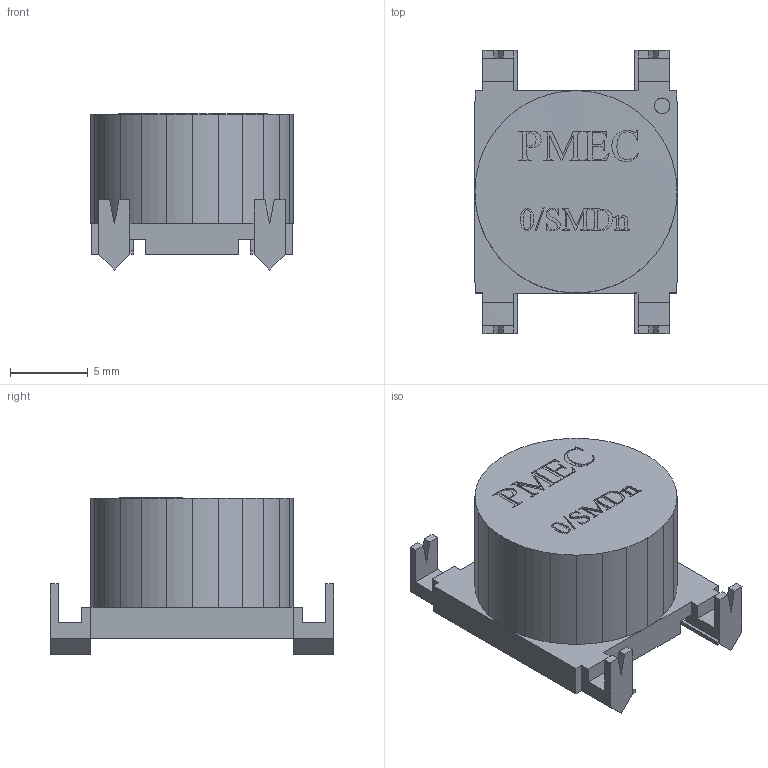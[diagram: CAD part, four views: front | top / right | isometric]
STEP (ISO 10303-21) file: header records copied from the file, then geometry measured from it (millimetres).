
FILE_DESCRIPTION(('FreeCAD Model'),'2;1');
FILE_NAME('X00SMDn.step', '2015-03-19T07:48:03',('FreeCAD'),('FreeCAD'), 'Open CASCADE STEP processor 6.3','FreeCAD','Unknown');
FILE_SCHEMA(('AUTOMOTIVE_DESIGN_CC2 { 1 2 10303 214 -1 1 5 4 }'));
Length unit declared in the file: millimetre
Products named in the file (4): X00SMDn; X00SMDn001; X00SMDn003; X00SMDn002
Bounding box: 12.96 x 18.16 x 10.01 mm (x, y, z)
Volume: 377.1 mm3; surface area: 1483.7 mm2
Topology: 4 solids, 4 shells, 891 faces, 2578 edges, 1709 vertices
Faces by surface type: plane 797, cylinder 94
Entity records: 64837 total; most frequent: CARTESIAN_POINT 14023, DIRECTION 9129, LINE 6905, VECTOR 6905, ORIENTED_EDGE 5156, PCURVE 5156, DEFINITIONAL_REPRESENTATION 5156, EDGE_CURVE 2578
